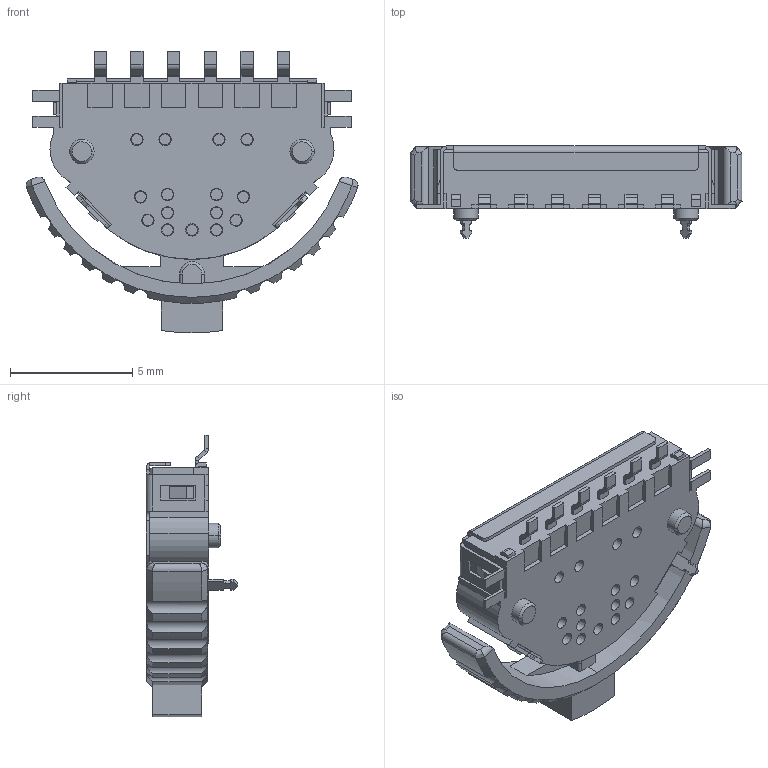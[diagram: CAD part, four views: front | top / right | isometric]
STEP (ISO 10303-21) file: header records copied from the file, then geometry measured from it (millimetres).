
FILE_DESCRIPTION (( 'STEP AP214' ), '1' );
FILE_NAME ('PLMG5-GH.STEP', '2020-11-18T09:32:53', ( '' ), ( '' ), 'SwSTEP 2.0', 'SolidWorks 2017', '' );
FILE_SCHEMA (( 'AUTOMOTIVE_DESIGN' ));
Length unit declared in the file: millimetre
Products named in the file (2): PLMG5-GH
Bounding box: 13.56 x 3.75 x 11.5 mm (x, y, z)
Volume: 206.6 mm3; surface area: 433.7 mm2
Topology: 1 solids, 7 shells, 639 faces, 1587 edges, 988 vertices
Faces by surface type: plane 396, cylinder 153, cone 77, bspline 13
Entity records: 26528 total; most frequent: CARTESIAN_POINT 4637, ORIENTED_EDGE 3170, DIRECTION 2880, EDGE_CURVE 1585, VECTOR 1088, LINE 1088, VERTEX_POINT 988, AXIS2_PLACEMENT_3D 896
